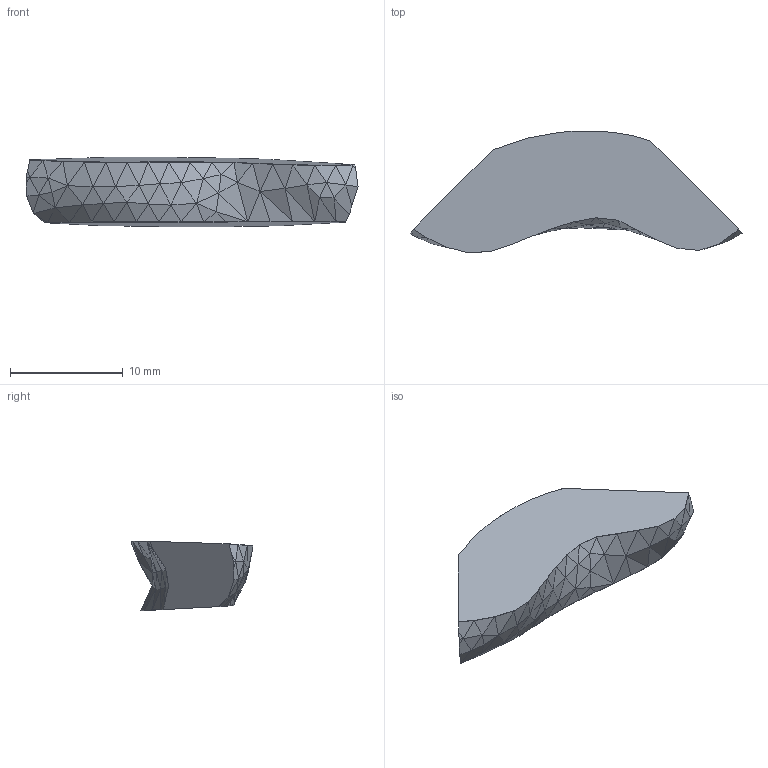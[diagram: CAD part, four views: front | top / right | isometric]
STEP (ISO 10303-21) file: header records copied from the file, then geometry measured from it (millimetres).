
FILE_DESCRIPTION(/* description */ (''),/* implementation_level */ '2;1');
FILE_NAME(/* name */ 'IVD2_Z2.step',/* time_stamp */ '2024-06-23T10:20:14-04:00',/* author */ (''),/* organization */ (''),/* preprocessor_version */ 'ST-DEVELOPER v20',/* originating_system */ 'Autodesk Translation Framework v13.14.0.145',/* authorisation */ '');
FILE_SCHEMA (('AUTOMOTIVE_DESIGN { 1 0 10303 214 3 1 1 }'));
Length unit declared in the file: millimetre
Products named in the file (1): IVD2_Z2
Bounding box: 29.5 x 10.83 x 6.17 mm (x, y, z)
Volume: 943 mm3; surface area: 717.7 mm2
Topology: 1 solids, 1 shells, 247 faces, 509 edges, 264 vertices
Faces by surface type: plane 247
Entity records: 6108 total; most frequent: CARTESIAN_POINT 1021, ORIENTED_EDGE 1018, DIRECTION 1005, LINE 509, VECTOR 509, EDGE_CURVE 509, VERTEX_POINT 264, AXIS2_PLACEMENT_3D 248
